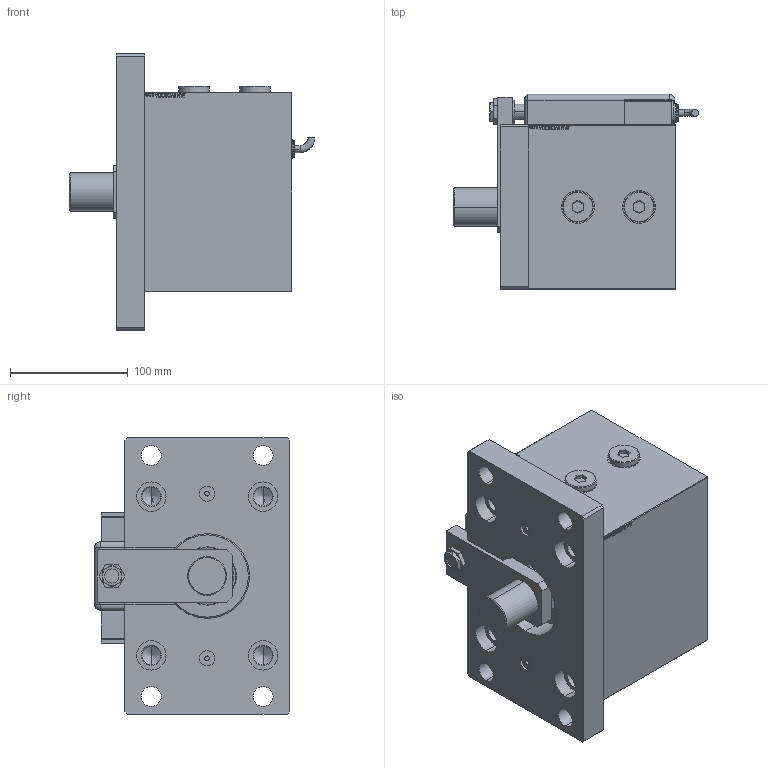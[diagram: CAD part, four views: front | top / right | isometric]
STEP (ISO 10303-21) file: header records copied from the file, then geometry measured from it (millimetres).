
FILE_DESCRIPTION (( 'STEP AP203' ), '1' );
FILE_NAME ('df3e.STEP', '2024-02-11T08:01:16', ( '' ), ( '' ), 'SwSTEP 2.0', 'SolidWorks 2019', '' );
FILE_SCHEMA (( 'CONFIG_CONTROL_DESIGN' ));
Length unit declared in the file: millimetre
Products named in the file (16): FLANGE 3bca98aba3edc6e9889683519d703a54; TYC 3bca98aba3edc6e9889683519d703a54; NUT_D19 3bca98aba3edc6e9889683519d703a54; V450CM_B_VCP 3bca98aba3edc6e9889683519d703a54; df3e; ZARAZKA_Q 3bca98aba3edc6e9889683519d703a54; V450CM_MALE_METRIC 3bca98aba3edc6e9889683519d703a54; SWITCH DIM A_G 3bca98aba3edc6e9889683519d703a54; V450CM_B_Body 3bca98aba3edc6e9889683519d703a54; KRYT 3bca98aba3edc6e9889683519d703a54; V450CM_VC_B 3bca98aba3edc6e9889683519d703a54; SWITCH Q 3bca98aba3edc6e9889683519d703a54; SWITCH_Q_FRONT_BACK 3bca98aba3edc6e9889683519d703a54; Zatka_OIL_PORT 3bca98aba3edc6e9889683519d703a54; NUT_D13 3bca98aba3edc6e9889683519d703a54; MAGNETIC SWITCH Q 3bca98aba3edc6e9889683519d703a54
Assembly tree (17 placements, depth 3):
  df3e
    V450CM_B_Body 3bca98aba3edc6e9889683519d703a54
    V450CM_B_VCP 3bca98aba3edc6e9889683519d703a54
    V450CM_VC_B 3bca98aba3edc6e9889683519d703a54
    V450CM_MALE_METRIC 3bca98aba3edc6e9889683519d703a54
    MAGNETIC SWITCH Q 3bca98aba3edc6e9889683519d703a54
      SWITCH_Q_FRONT_BACK 3bca98aba3edc6e9889683519d703a54
      TYC 3bca98aba3edc6e9889683519d703a54
      ZARAZKA_Q 3bca98aba3edc6e9889683519d703a54
      SWITCH DIM A_G 3bca98aba3edc6e9889683519d703a54
      NUT_D19 3bca98aba3edc6e9889683519d703a54
      NUT_D13 3bca98aba3edc6e9889683519d703a54
      KRYT 3bca98aba3edc6e9889683519d703a54
      SWITCH Q 3bca98aba3edc6e9889683519d703a54  x2
    FLANGE 3bca98aba3edc6e9889683519d703a54
    Zatka_OIL_PORT 3bca98aba3edc6e9889683519d703a54  x2
Bounding box: 208.76 x 165.8 x 235 mm (x, y, z)
Volume: 3676786.4 mm3; surface area: 386585.6 mm2
Topology: 17 solids, 17 shells, 1387 faces, 3488 edges, 2279 vertices
Faces by surface type: plane 665, bspline 471, cylinder 163, cone 62, torus 24, sphere 2
Entity records: 63550 total; most frequent: CARTESIAN_POINT 32777, ORIENTED_EDGE 6668, DIRECTION 4514, EDGE_CURVE 3334, VERTEX_POINT 2195, LINE 1974, VECTOR 1974, EDGE_LOOP 1531
